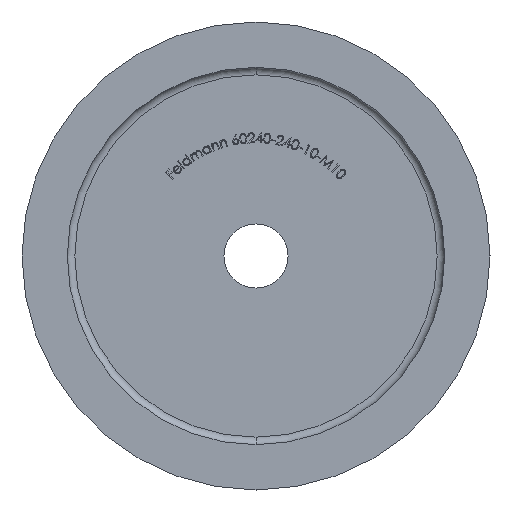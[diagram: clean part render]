
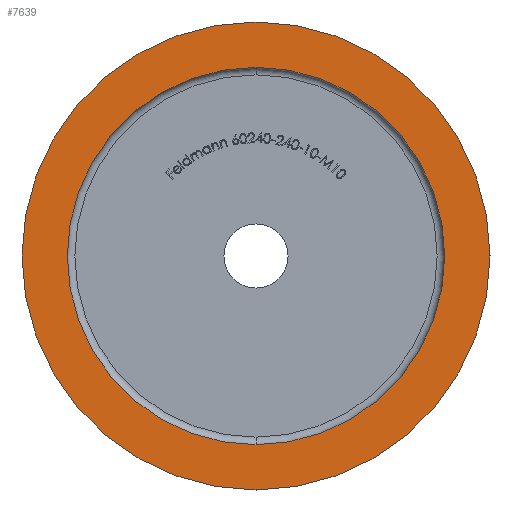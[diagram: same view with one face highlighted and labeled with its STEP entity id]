
A CAD part, front view. The second image highlights one B-rep face of the part: STEP entity #7639.
In plain terms, the highlighted planar face has unit normal (0, -1, 0).
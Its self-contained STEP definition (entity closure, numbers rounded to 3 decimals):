
#293 = VERTEX_POINT ( 'NONE', #13969 ) ;
#400 = DIRECTION ( 'NONE',  ( 0., 1., 0. ) ) ;
#1285 = DIRECTION ( 'NONE',  ( 0., -1., 0. ) ) ;
#1495 = CIRCLE ( 'NONE', #15128, 31. ) ;
#1511 = CARTESIAN_POINT ( 'NONE',  ( -8.5, 0., 0. ) ) ;
#1578 = EDGE_LOOP ( 'NONE', ( #12436, #14569 ) ) ;
#1798 = EDGE_LOOP ( 'NONE', ( #14485, #13140 ) ) ;
#3186 = DIRECTION ( 'NONE',  ( 0., 0., -1. ) ) ;
#3241 = CIRCLE ( 'NONE', #11159, 25. ) ;
#3550 = AXIS2_PLACEMENT_3D ( 'NONE', #7982, #5619, #3186 ) ;
#4384 = DIRECTION ( 'NONE',  ( 0., -1., 0. ) ) ;
#5592 = AXIS2_PLACEMENT_3D ( 'NONE', #9009, #400, #9219 ) ;
#5619 = DIRECTION ( 'NONE',  ( 0., -1., 0. ) ) ;
#5631 = CARTESIAN_POINT ( 'NONE',  ( 0., 0., -31. ) ) ;
#6103 = AXIS2_PLACEMENT_3D ( 'NONE', #1511, #1285, #12487 ) ;
#6287 = EDGE_CURVE ( 'NONE', #16081, #13578, #10623, .T. ) ;
#7639 = ADVANCED_FACE ( 'NONE', ( #10261, #13563 ), #11125, .T. ) ;
#7982 = CARTESIAN_POINT ( 'NONE',  ( 0., 0., 0. ) ) ;
#9009 = CARTESIAN_POINT ( 'NONE',  ( 0., 0., 0. ) ) ;
#9219 = DIRECTION ( 'NONE',  ( 0., 0., 1. ) ) ;
#9318 = CARTESIAN_POINT ( 'NONE',  ( 0., 0., 0. ) ) ;
#10261 = FACE_BOUND ( 'NONE', #1798, .T. ) ;
#10623 = CIRCLE ( 'NONE', #5592, 31. ) ;
#11125 = PLANE ( 'NONE',  #6103 ) ;
#11159 = AXIS2_PLACEMENT_3D ( 'NONE', #9318, #4384, #14163 ) ;
#11748 = CARTESIAN_POINT ( 'NONE',  ( 0., 0., 31. ) ) ;
#12256 = CARTESIAN_POINT ( 'NONE',  ( 0., 0., 25. ) ) ;
#12436 = ORIENTED_EDGE ( 'NONE', *, *, #6287, .F. ) ;
#12487 = DIRECTION ( 'NONE',  ( 0., 0., -1. ) ) ;
#12672 = EDGE_CURVE ( 'NONE', #293, #14156, #15943, .T. ) ;
#13047 = DIRECTION ( 'NONE',  ( 0., 0., 1. ) ) ;
#13140 = ORIENTED_EDGE ( 'NONE', *, *, #15919, .F. ) ;
#13563 = FACE_OUTER_BOUND ( 'NONE', #1578, .T. ) ;
#13578 = VERTEX_POINT ( 'NONE', #5631 ) ;
#13969 = CARTESIAN_POINT ( 'NONE',  ( 0., 0., -25. ) ) ;
#14125 = CARTESIAN_POINT ( 'NONE',  ( 0., 0., 0. ) ) ;
#14156 = VERTEX_POINT ( 'NONE', #12256 ) ;
#14163 = DIRECTION ( 'NONE',  ( 0., 0., -1. ) ) ;
#14179 = DIRECTION ( 'NONE',  ( 0., 1., 0. ) ) ;
#14485 = ORIENTED_EDGE ( 'NONE', *, *, #12672, .F. ) ;
#14569 = ORIENTED_EDGE ( 'NONE', *, *, #15459, .F. ) ;
#15128 = AXIS2_PLACEMENT_3D ( 'NONE', #14125, #14179, #13047 ) ;
#15459 = EDGE_CURVE ( 'NONE', #13578, #16081, #1495, .T. ) ;
#15919 = EDGE_CURVE ( 'NONE', #14156, #293, #3241, .T. ) ;
#15943 = CIRCLE ( 'NONE', #3550, 25. ) ;
#16081 = VERTEX_POINT ( 'NONE', #11748 ) ;
